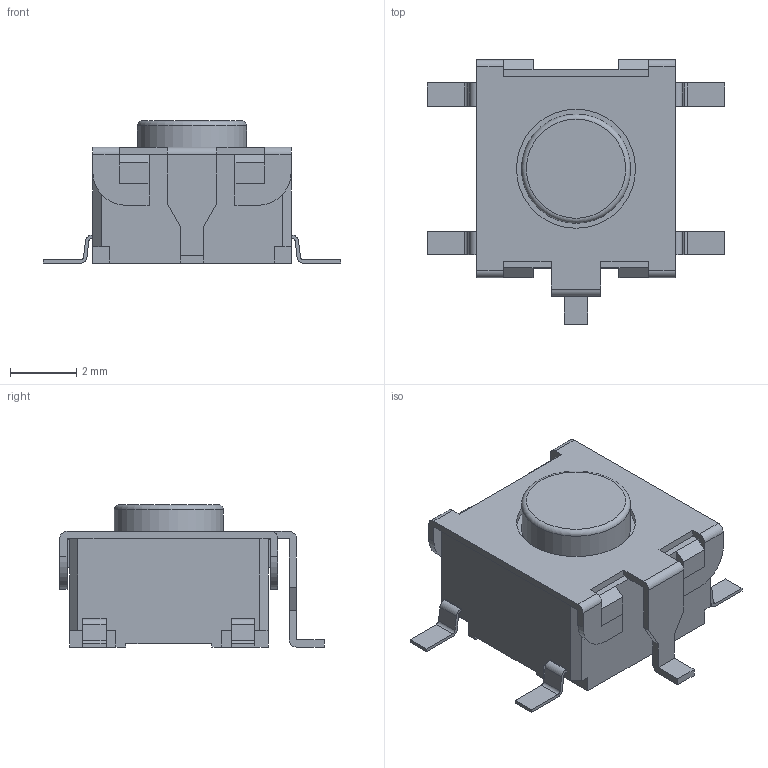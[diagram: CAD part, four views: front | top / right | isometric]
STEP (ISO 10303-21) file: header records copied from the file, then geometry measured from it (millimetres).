
FILE_DESCRIPTION(/* description */ ('model of SW_SPST_B3S-1100'),/* implementation_level */ '2;1');
FILE_NAME(/* name */ 'SW_SPST_B3S-1100.step',/* time_stamp */ '1970-01-01T00:00:00',/* author */ ('KiCAD','kicad'),/* organization */ ('OCCT'),/* preprocessor_version */ '',/* originating_system */ 'KiCAD',/* authorisation */ '');
FILE_SCHEMA(('AUTOMOTIVE_DESIGN { 1 0 10303 214 1 1 1 1 }'));
Length unit declared in the file: millimetre
Products named in the file (1): SW_SPST_B3S-1100
Bounding box: 9 x 8 x 4.3 mm (x, y, z)
Volume: 133 mm3; surface area: 213.3 mm2
Topology: 1 solids, 1 shells, 157 faces, 436 edges, 279 vertices
Faces by surface type: plane 128, cylinder 28, torus 1
Full cylindrical faces by diameter (mm): 3.3 x1, 3.6 x1
Entity records: 3442 total; most frequent: ORIENTED_EDGE 693, CARTESIAN_POINT 470, EDGE_CURVE 436, LINE 344, VERTEX_POINT 279, AXIS2_PLACEMENT_3D 199, FACE_BOUND 163, EDGE_LOOP 163
